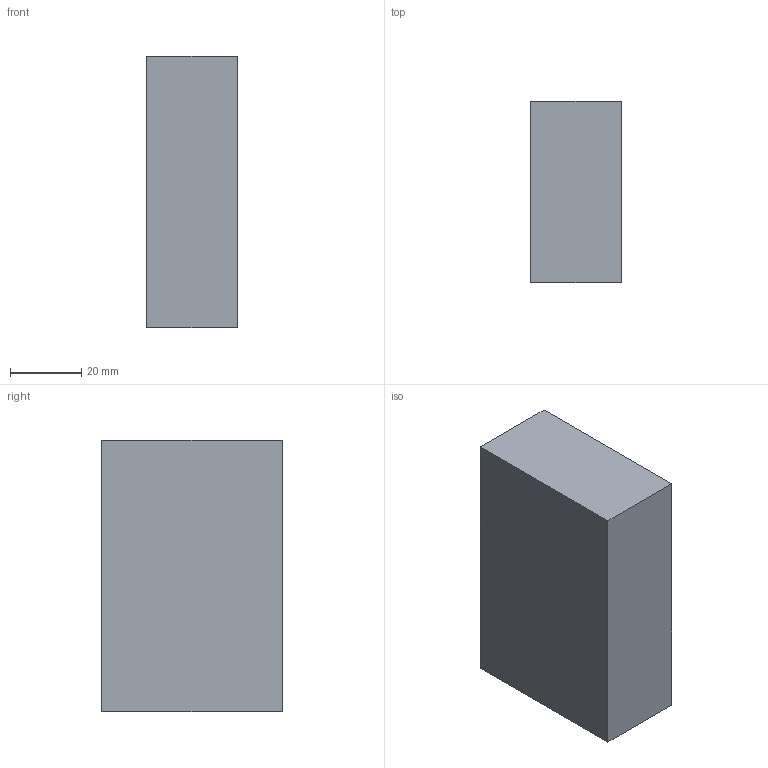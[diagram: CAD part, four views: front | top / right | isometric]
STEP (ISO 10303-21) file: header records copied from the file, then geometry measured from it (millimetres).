
FILE_DESCRIPTION(('CATIA V5 STEP','CAx-IF Rec.Pracs.--- Model Styling and Organization---1.2---2011-12-15','CAx-IF Rec.Pracs.---Representation and Presentation of Product Manufacturing Information (PMI)---3.3a---2012-01-01','CAx-IF Rec.Pracs.---3D Tessellated Data Validation Properties---0.3---2012-01-09'),'2;1');
FILE_NAME('One Hole.stp','2014-06-07T15:08:13+00:00',('none'),('none'),'Version 5-6 Release 2013','CATIA V5 STEP AP242','none');
FILE_SCHEMA(('AP242_MANAGED_MODEL_BASED_3D_ENGINEERING_MIM_LF { 1 0 10303 442 20130219 1 4 }'));
Length unit declared in the file: inch
Products named in the file (1): One Hole
Bounding box: 25.4 x 50.8 x 76.2 mm (x, y, z)
Surface area: 28893.5 mm2
Topology: 2 solids, 2 shells, 18 faces, 22 edges, 17 vertices
Faces by surface type: other 9, plane 7, cylinder 2
Entity records: 440 total; most frequent: CARTESIAN_POINT 67, DIRECTION 57, ORIENTED_EDGE 36, AXIS2_PLACEMENT_3D 27, VECTOR 18, LINE 18, EDGE_CURVE 18, PLANE 16
